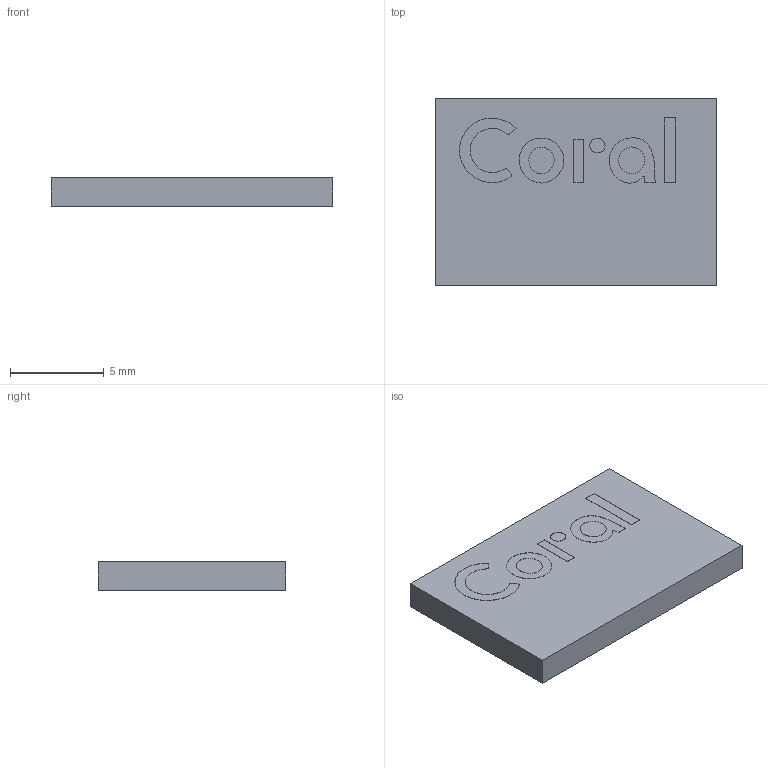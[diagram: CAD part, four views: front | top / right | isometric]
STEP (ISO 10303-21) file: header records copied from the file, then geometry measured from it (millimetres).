
FILE_DESCRIPTION(/* description */ (''),/* implementation_level */ '2;1');
FILE_NAME(/* name */ 'CoralAccelerator.step',/* time_stamp */ '2021-03-12T18:58:38+01:00',/* author */ (''),/* organization */ (''),/* preprocessor_version */ 'ST-DEVELOPER v18.1',/* originating_system */ 'Autodesk Translation Framework v9.10.0.1330',/* authorisation */ '');
FILE_SCHEMA (('AUTOMOTIVE_DESIGN { 1 0 10303 214 3 1 1 }'));
Length unit declared in the file: millimetre
Products named in the file (1): CoralAccelerator
Bounding box: 15 x 10 x 1.5 mm (x, y, z)
Volume: 224.9 mm3; surface area: 375.6 mm2
Topology: 1 solids, 1 shells, 54 faces, 132 edges, 88 vertices
Faces by surface type: plane 29, bspline 25
Entity records: 1684 total; most frequent: CARTESIAN_POINT 600, ORIENTED_EDGE 264, DIRECTION 142, EDGE_CURVE 132, VERTEX_POINT 88, LINE 82, VECTOR 82, EDGE_LOOP 62
